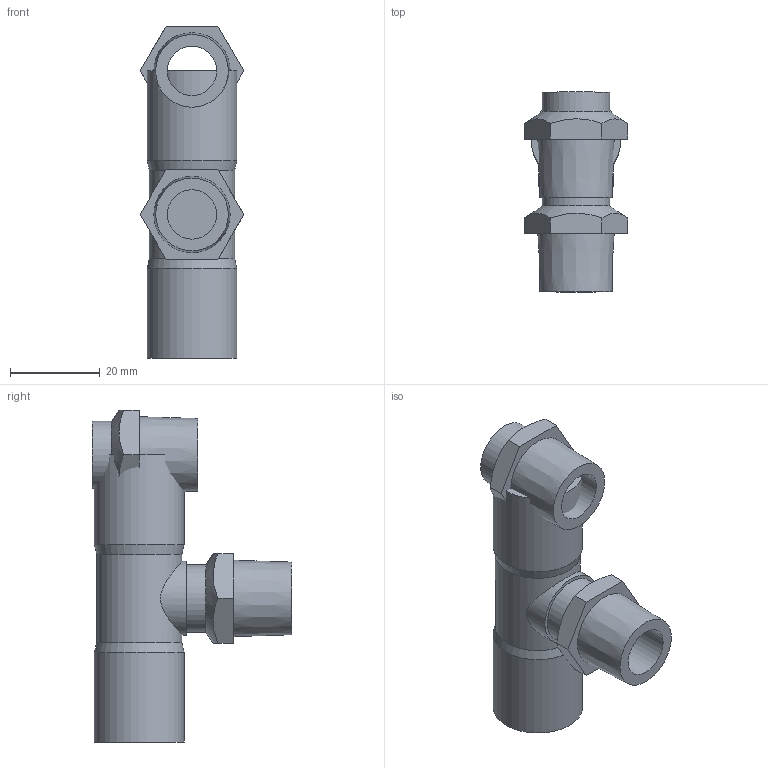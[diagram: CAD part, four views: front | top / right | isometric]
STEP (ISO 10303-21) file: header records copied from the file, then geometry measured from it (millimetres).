
FILE_DESCRIPTION( ( 'Unknown' ), '1' );
FILE_NAME( 'F36R3-8DN15.stp', 'Unknown', ( 'Unknown' ), ( 'Unknown' ), 'PSStep 14.0', 'Unknown', ' ' );
FILE_SCHEMA( ( 'AUTOMOTIVE_DESIGN { 1 0 10303 214 1 1 1 1 }' ) );
Length unit declared in the file: millimetre
Products named in the file (3): Assem1; TDN15-16; ROSCAM3-8_15GEN
Bounding box: 23.09 x 44.5 x 74 mm (x, y, z)
Volume: 31728.5 mm3; surface area: 18253.7 mm2
Topology: 4 solids, 4 shells, 56 faces, 126 edges, 86 vertices
Faces by surface type: plane 28, cylinder 18, cone 10
Full cylindrical faces by diameter (mm): 11 x2, 12 x2, 15 x4, 15.4 x2, 16.5 x2, 19 x2, 20 x4
Entity records: 1042 total; most frequent: CARTESIAN_POINT 266, DIRECTION 112, ORIENTED_EDGE 76, AXIS2_PLACEMENT_3D 50, EDGE_LOOP 48, EDGE_CURVE 38, FACE_OUTER_BOUND 37, VERTEX_POINT 32
